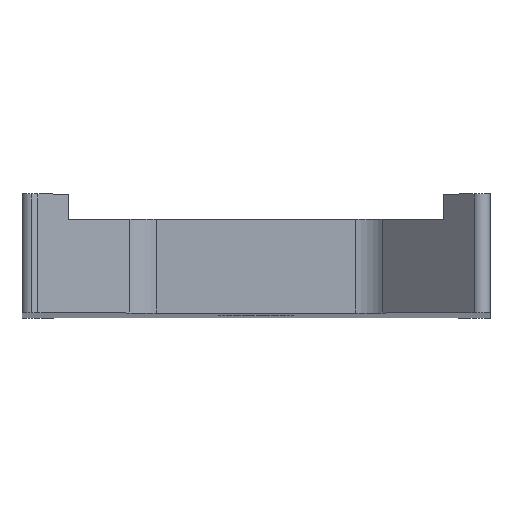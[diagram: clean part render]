
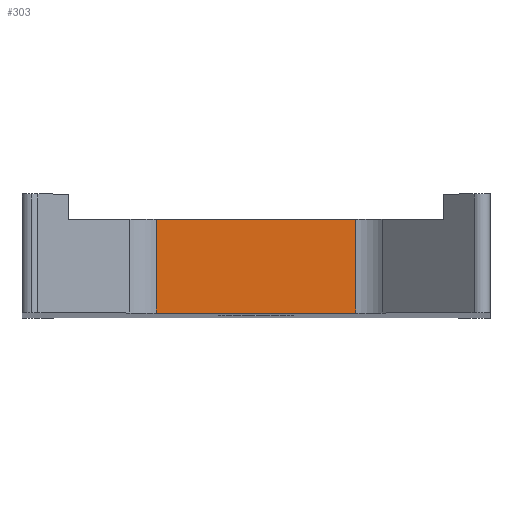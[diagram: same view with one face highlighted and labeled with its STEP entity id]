
A CAD part, top view. The second image highlights one B-rep face of the part: STEP entity #303.
In plain terms, the highlighted planar face has unit normal (0, 0, 1).
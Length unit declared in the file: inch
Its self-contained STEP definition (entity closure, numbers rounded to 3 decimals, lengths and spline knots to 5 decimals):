
#9 = CARTESIAN_POINT ( 'NONE',  ( 0.70164, 0., 8.81102 ) ) ;
#48 = EDGE_CURVE ( 'NONE', #326, #865, #397, .T. ) ;
#81 = LINE ( 'NONE', #729, #619 ) ;
#105 = AXIS2_PLACEMENT_3D ( 'NONE', #491, #487, #705 ) ;
#118 = CARTESIAN_POINT ( 'NONE',  ( 0.70164, 6.70177, 8.81102 ) ) ;
#123 = EDGE_CURVE ( 'NONE', #434, #326, #81, .T. ) ;
#139 = CARTESIAN_POINT ( 'NONE',  ( 0.28262, 0., 8.81102 ) ) ;
#157 = ORIENTED_EDGE ( 'NONE', *, *, #193, .F. ) ;
#186 = VECTOR ( 'NONE', #272, 39.37008 ) ;
#193 = EDGE_CURVE ( 'NONE', #434, #706, #265, .T. ) ;
#228 = DIRECTION ( 'NONE',  ( 0., -1., 0. ) ) ;
#265 = LINE ( 'NONE', #118, #627 ) ;
#270 = ORIENTED_EDGE ( 'NONE', *, *, #123, .T. ) ;
#272 = DIRECTION ( 'NONE',  ( -1., 0., 0. ) ) ;
#303 = ADVANCED_FACE ( 'NONE', ( #528 ), #834, .T. ) ;
#316 = ORIENTED_EDGE ( 'NONE', *, *, #48, .T. ) ;
#323 = EDGE_LOOP ( 'NONE', ( #157, #270, #316, #541 ) ) ;
#326 = VERTEX_POINT ( 'NONE', #417 ) ;
#397 = LINE ( 'NONE', #662, #823 ) ;
#403 = DIRECTION ( 'NONE',  ( 0., -1., 0. ) ) ;
#417 = CARTESIAN_POINT ( 'NONE',  ( 0.28262, 0.19685, 8.81102 ) ) ;
#434 = VERTEX_POINT ( 'NONE', #798 ) ;
#487 = DIRECTION ( 'NONE',  ( 0., 0., 1. ) ) ;
#491 = CARTESIAN_POINT ( 'NONE',  ( 0., 6.70177, 8.81102 ) ) ;
#528 = FACE_OUTER_BOUND ( 'NONE', #323, .T. ) ;
#541 = ORIENTED_EDGE ( 'NONE', *, *, #771, .F. ) ;
#619 = VECTOR ( 'NONE', #871, 39.37008 ) ;
#627 = VECTOR ( 'NONE', #403, 39.37008 ) ;
#662 = CARTESIAN_POINT ( 'NONE',  ( 0.28262, 6.70177, 8.81102 ) ) ;
#688 = CARTESIAN_POINT ( 'NONE',  ( 0., 0., 8.81102 ) ) ;
#705 = DIRECTION ( 'NONE',  ( 1., 0., 0. ) ) ;
#706 = VERTEX_POINT ( 'NONE', #9 ) ;
#729 = CARTESIAN_POINT ( 'NONE',  ( 0., 0.19685, 8.81102 ) ) ;
#771 = EDGE_CURVE ( 'NONE', #706, #865, #813, .T. ) ;
#798 = CARTESIAN_POINT ( 'NONE',  ( 0.70164, 0.19685, 8.81102 ) ) ;
#813 = LINE ( 'NONE', #688, #186 ) ;
#823 = VECTOR ( 'NONE', #228, 39.37008 ) ;
#834 = PLANE ( 'NONE',  #105 ) ;
#865 = VERTEX_POINT ( 'NONE', #139 ) ;
#871 = DIRECTION ( 'NONE',  ( -1., 0., 0. ) ) ;
